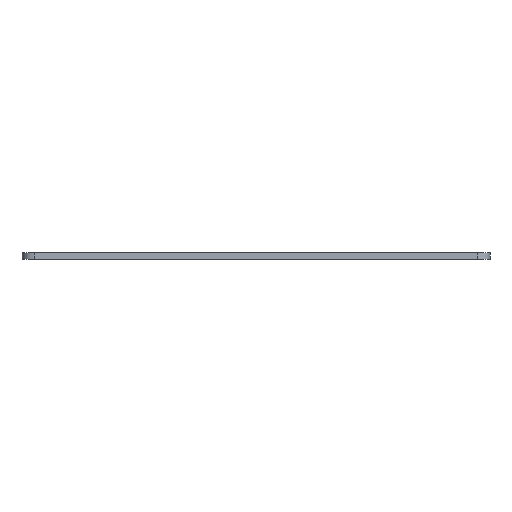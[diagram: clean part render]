
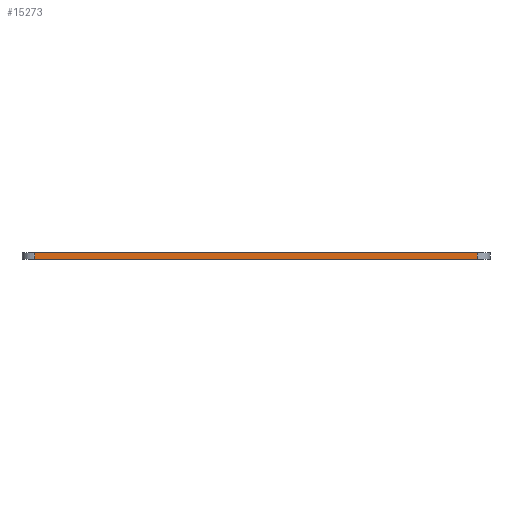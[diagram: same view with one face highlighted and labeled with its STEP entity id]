
A CAD part, front view. The second image highlights one B-rep face of the part: STEP entity #15273.
In plain terms, the highlighted planar face has unit normal (0, -1, 0).
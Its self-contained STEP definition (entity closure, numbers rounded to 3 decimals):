
#84 = PLANE('',#85);
#85 = AXIS2_PLACEMENT_3D('',#86,#87,#88);
#86 = CARTESIAN_POINT('',(249.897,-101.889,1.6));
#87 = DIRECTION('',(0.,0.,1.));
#88 = DIRECTION('',(1.,0.,-0.));
#139 = PLANE('',#140);
#140 = AXIS2_PLACEMENT_3D('',#141,#142,#143);
#141 = CARTESIAN_POINT('',(249.897,-101.889,0.));
#142 = DIRECTION('',(0.,0.,1.));
#143 = DIRECTION('',(1.,0.,-0.));
#248 = CYLINDRICAL_SURFACE('',#249,3.);
#249 = AXIS2_PLACEMENT_3D('',#250,#251,#252);
#250 = CARTESIAN_POINT('',(197.803,-144.196,0.));
#251 = DIRECTION('',(-0.,-0.,-1.));
#252 = DIRECTION('',(1.,0.,-0.));
#309 = VERTEX_POINT('',#310);
#310 = CARTESIAN_POINT('',(197.803,-147.196,0.));
#332 = EDGE_CURVE('',#333,#309,#335,.T.);
#333 = VERTEX_POINT('',#334);
#334 = CARTESIAN_POINT('',(301.991,-147.196,0.));
#335 = SURFACE_CURVE('',#336,(#340,#347),.PCURVE_S1.);
#336 = LINE('',#337,#338);
#337 = CARTESIAN_POINT('',(301.991,-147.196,0.));
#338 = VECTOR('',#339,1.);
#339 = DIRECTION('',(-1.,0.,0.));
#340 = PCURVE('',#139,#341);
#341 = DEFINITIONAL_REPRESENTATION('',(#342),#346);
#342 = LINE('',#343,#344);
#343 = CARTESIAN_POINT('',(52.094,-45.307));
#344 = VECTOR('',#345,1.);
#345 = DIRECTION('',(-1.,0.));
#346 = ( GEOMETRIC_REPRESENTATION_CONTEXT(2) 
PARAMETRIC_REPRESENTATION_CONTEXT() REPRESENTATION_CONTEXT('2D SPACE',''
  ) );
#347 = PCURVE('',#348,#353);
#348 = PLANE('',#349);
#349 = AXIS2_PLACEMENT_3D('',#350,#351,#352);
#350 = CARTESIAN_POINT('',(301.991,-147.196,0.));
#351 = DIRECTION('',(0.,-1.,0.));
#352 = DIRECTION('',(-1.,0.,0.));
#353 = DEFINITIONAL_REPRESENTATION('',(#354),#358);
#354 = LINE('',#355,#356);
#355 = CARTESIAN_POINT('',(0.,0.));
#356 = VECTOR('',#357,1.);
#357 = DIRECTION('',(1.,0.));
#358 = ( GEOMETRIC_REPRESENTATION_CONTEXT(2) 
PARAMETRIC_REPRESENTATION_CONTEXT() REPRESENTATION_CONTEXT('2D SPACE',''
  ) );
#377 = CYLINDRICAL_SURFACE('',#378,3.);
#378 = AXIS2_PLACEMENT_3D('',#379,#380,#381);
#379 = CARTESIAN_POINT('',(301.991,-144.196,0.));
#380 = DIRECTION('',(-0.,-0.,-1.));
#381 = DIRECTION('',(1.,0.,-0.));
#8419 = VERTEX_POINT('',#8420);
#8420 = CARTESIAN_POINT('',(197.803,-147.196,1.6));
#8442 = EDGE_CURVE('',#8443,#8419,#8445,.T.);
#8443 = VERTEX_POINT('',#8444);
#8444 = CARTESIAN_POINT('',(301.991,-147.196,1.6));
#8445 = SURFACE_CURVE('',#8446,(#8450,#8457),.PCURVE_S1.);
#8446 = LINE('',#8447,#8448);
#8447 = CARTESIAN_POINT('',(301.991,-147.196,1.6));
#8448 = VECTOR('',#8449,1.);
#8449 = DIRECTION('',(-1.,0.,0.));
#8450 = PCURVE('',#84,#8451);
#8451 = DEFINITIONAL_REPRESENTATION('',(#8452),#8456);
#8452 = LINE('',#8453,#8454);
#8453 = CARTESIAN_POINT('',(52.094,-45.307));
#8454 = VECTOR('',#8455,1.);
#8455 = DIRECTION('',(-1.,0.));
#8456 = ( GEOMETRIC_REPRESENTATION_CONTEXT(2) 
PARAMETRIC_REPRESENTATION_CONTEXT() REPRESENTATION_CONTEXT('2D SPACE',''
  ) );
#8457 = PCURVE('',#348,#8458);
#8458 = DEFINITIONAL_REPRESENTATION('',(#8459),#8463);
#8459 = LINE('',#8460,#8461);
#8460 = CARTESIAN_POINT('',(0.,-1.6));
#8461 = VECTOR('',#8462,1.);
#8462 = DIRECTION('',(1.,0.));
#8463 = ( GEOMETRIC_REPRESENTATION_CONTEXT(2) 
PARAMETRIC_REPRESENTATION_CONTEXT() REPRESENTATION_CONTEXT('2D SPACE',''
  ) );
#15225 = EDGE_CURVE('',#309,#8419,#15226,.T.);
#15226 = SURFACE_CURVE('',#15227,(#15231,#15238),.PCURVE_S1.);
#15227 = LINE('',#15228,#15229);
#15228 = CARTESIAN_POINT('',(197.803,-147.196,0.));
#15229 = VECTOR('',#15230,1.);
#15230 = DIRECTION('',(0.,0.,1.));
#15231 = PCURVE('',#248,#15232);
#15232 = DEFINITIONAL_REPRESENTATION('',(#15233),#15237);
#15233 = LINE('',#15234,#15235);
#15234 = CARTESIAN_POINT('',(-4.712,0.));
#15235 = VECTOR('',#15236,1.);
#15236 = DIRECTION('',(-0.,-1.));
#15237 = ( GEOMETRIC_REPRESENTATION_CONTEXT(2) 
PARAMETRIC_REPRESENTATION_CONTEXT() REPRESENTATION_CONTEXT('2D SPACE',''
  ) );
#15238 = PCURVE('',#348,#15239);
#15239 = DEFINITIONAL_REPRESENTATION('',(#15240),#15244);
#15240 = LINE('',#15241,#15242);
#15241 = CARTESIAN_POINT('',(104.187,0.));
#15242 = VECTOR('',#15243,1.);
#15243 = DIRECTION('',(0.,-1.));
#15244 = ( GEOMETRIC_REPRESENTATION_CONTEXT(2) 
PARAMETRIC_REPRESENTATION_CONTEXT() REPRESENTATION_CONTEXT('2D SPACE',''
  ) );
#15273 = ADVANCED_FACE('',(#15274),#348,.T.);
#15274 = FACE_BOUND('',#15275,.T.);
#15275 = EDGE_LOOP('',(#15276,#15297,#15298,#15299));
#15276 = ORIENTED_EDGE('',*,*,#15277,.T.);
#15277 = EDGE_CURVE('',#333,#8443,#15278,.T.);
#15278 = SURFACE_CURVE('',#15279,(#15283,#15290),.PCURVE_S1.);
#15279 = LINE('',#15280,#15281);
#15280 = CARTESIAN_POINT('',(301.991,-147.196,0.));
#15281 = VECTOR('',#15282,1.);
#15282 = DIRECTION('',(0.,0.,1.));
#15283 = PCURVE('',#348,#15284);
#15284 = DEFINITIONAL_REPRESENTATION('',(#15285),#15289);
#15285 = LINE('',#15286,#15287);
#15286 = CARTESIAN_POINT('',(0.,0.));
#15287 = VECTOR('',#15288,1.);
#15288 = DIRECTION('',(0.,-1.));
#15289 = ( GEOMETRIC_REPRESENTATION_CONTEXT(2) 
PARAMETRIC_REPRESENTATION_CONTEXT() REPRESENTATION_CONTEXT('2D SPACE',''
  ) );
#15290 = PCURVE('',#377,#15291);
#15291 = DEFINITIONAL_REPRESENTATION('',(#15292),#15296);
#15292 = LINE('',#15293,#15294);
#15293 = CARTESIAN_POINT('',(-4.712,0.));
#15294 = VECTOR('',#15295,1.);
#15295 = DIRECTION('',(-0.,-1.));
#15296 = ( GEOMETRIC_REPRESENTATION_CONTEXT(2) 
PARAMETRIC_REPRESENTATION_CONTEXT() REPRESENTATION_CONTEXT('2D SPACE',''
  ) );
#15297 = ORIENTED_EDGE('',*,*,#8442,.T.);
#15298 = ORIENTED_EDGE('',*,*,#15225,.F.);
#15299 = ORIENTED_EDGE('',*,*,#332,.F.);
